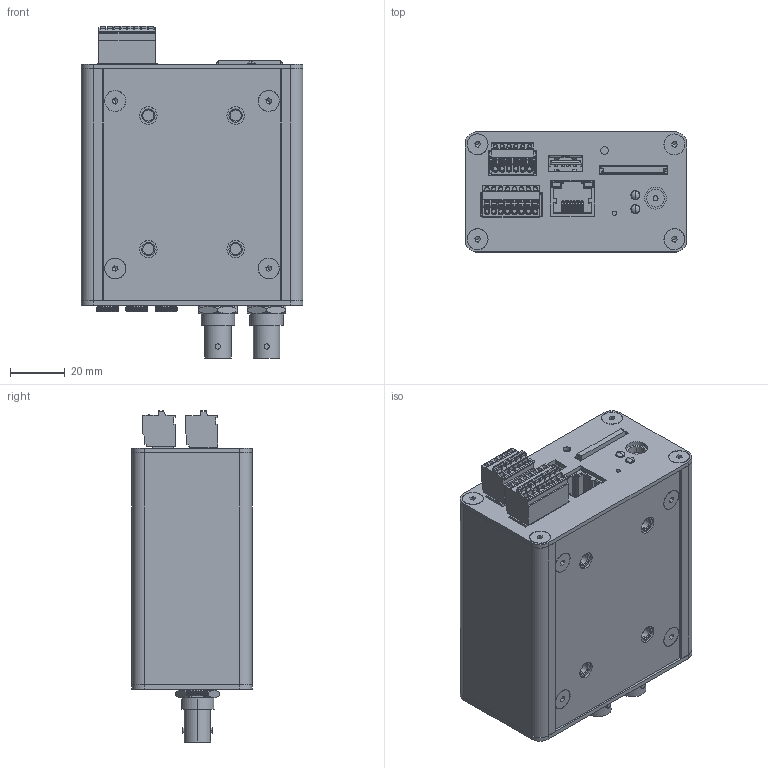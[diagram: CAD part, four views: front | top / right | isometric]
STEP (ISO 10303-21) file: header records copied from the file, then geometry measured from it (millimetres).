
FILE_DESCRIPTION (( 'STEP AP214' ), '1' );
FILE_NAME ('2453TAS.STEP', '2018-07-18T19:08:34', ( '' ), ( '' ), 'SwSTEP 2.0', 'SolidWorks 2012', '' );
FILE_SCHEMA (( 'AUTOMOTIVE_DESIGN' ));
Length unit declared in the file: inch
Products named in the file (27): self-clinching nut_pmi_PEM SS-032-0 ZI--N; socket countersunk head cap screw_ai_SCHCSCREW 0.138-32x0.25x0.25-HX-N; 2453TAS_PLATE_Bottom; 2453TAS_PLATE_Top; 2453TAS_END_Back; 2453TAS_END_Front; 2453TAS_EXTRSN; MC-0.5-ST-2.5_8; 2453TA; KFS2-PEM-440; SD Card; SD_FCI; MC-0.5-ST-2.5_6; MC-0.5-G-2.5_6; USB-A-STR-SMT; 2453_2453TA; 2453; 3MM_2UP; HDR-2mm_16 Pin; MC-0.5-G-2.5_8; Tactile switch_901; Jack_CP-102a; RJ45-RA-LED; STEREOJACK; BNC_metal body; 2453TAS
Assembly tree (54 placements, depth 3):
  2453TAS
    2453
      2453
      BNC_metal body  x2
      STEREOJACK  x3
      RJ45-RA-LED
      Jack_CP-102a
      Tactile switch_901
      MC-0.5-G-2.5_8
      HDR-2mm_16 Pin  x4
      3MM_2UP
    2453TA
      2453_2453TA
      USB-A-STR-SMT
      HDR-2mm_16 Pin  x2
      MC-0.5-G-2.5_6
      MC-0.5-ST-2.5_6
      SD_FCI
      SD Card
      KFS2-PEM-440
    MC-0.5-ST-2.5_8
    2453TAS_EXTRSN  x2
    2453TAS_END_Front
    2453TAS_END_Back
    2453TAS_PLATE_Top
    2453TAS_PLATE_Bottom
    socket countersunk head cap screw_ai_SCHCSCREW 0.138-32x0.25x0.25-HX-N  x17
    self-clinching nut_pmi_PEM SS-032-0 ZI--N  x4
Bounding box: 80.77 x 43.69 x 120.82 mm (x, y, z)
Volume: 102076.9 mm3; surface area: 125118.8 mm2
Topology: 88 solids, 99 shells, 5825 faces, 15079 edges, 9783 vertices
Faces by surface type: plane 4292, cylinder 1031, cone 322, bspline 112, torus 68
Entity records: 134699 total; most frequent: CARTESIAN_POINT 26120, ORIENTED_EDGE 18875, DIRECTION 18012, EDGE_CURVE 9559, LINE 7204, VECTOR 7204, VERTEX_POINT 6223, AXIS2_PLACEMENT_3D 5404
